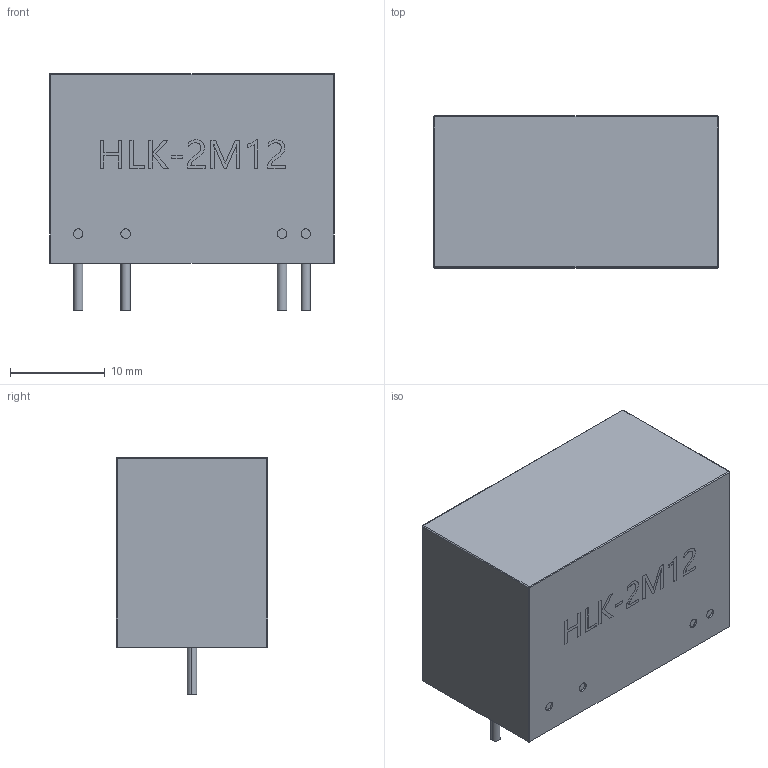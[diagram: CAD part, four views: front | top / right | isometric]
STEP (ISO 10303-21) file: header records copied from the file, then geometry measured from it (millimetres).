
FILE_DESCRIPTION (( 'STEP AP214' ), '1' );
FILE_NAME ('PWRM-TH_HLK-2M12.step', '2022-07-09T11:27:38', ( '' ), ( '' ), 'SwSTEP 2.0', 'SolidWorks 2020', '' );
FILE_SCHEMA (( 'AUTOMOTIVE_DESIGN' ));
Length unit declared in the file: millimetre
Products named in the file (1): PWRM-TH_HLK-2M12
Bounding box: 30 x 16.01 x 25 mm (x, y, z)
Volume: 9515.5 mm3; surface area: 2888.6 mm2
Topology: 1 solids, 1 shells, 491 faces, 1273 edges, 842 vertices
Faces by surface type: plane 283, bspline 138, cylinder 62, torus 4, sphere 4
Entity records: 20829 total; most frequent: CARTESIAN_POINT 6069, ORIENTED_EDGE 2538, DIRECTION 1831, EDGE_CURVE 1269, VECTOR 855, LINE 855, VERTEX_POINT 842, EDGE_LOOP 553
